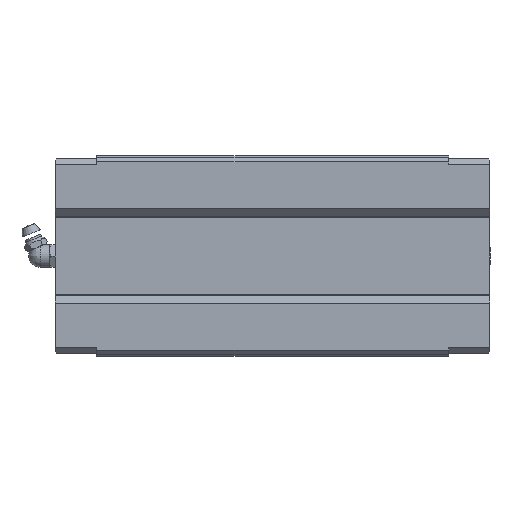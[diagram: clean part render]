
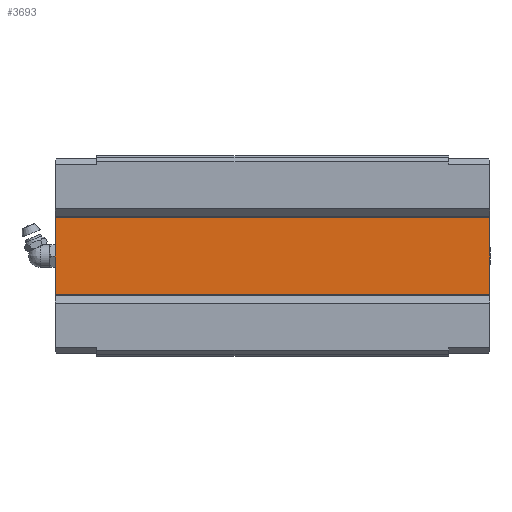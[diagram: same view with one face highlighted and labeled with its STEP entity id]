
A CAD part, front view. The second image highlights one B-rep face of the part: STEP entity #3693.
In plain terms, the highlighted planar face has unit normal (0, -1, 0).
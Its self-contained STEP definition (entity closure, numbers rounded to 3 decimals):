
#109 = DIRECTION ( 'NONE',  ( 1., 0., 0. ) ) ;
#168 = LINE ( 'NONE', #1815, #3234 ) ;
#314 = CARTESIAN_POINT ( 'NONE',  ( 76., 18.5, -14.018 ) ) ;
#511 = VERTEX_POINT ( 'NONE', #2422 ) ;
#729 = LINE ( 'NONE', #5223, #2576 ) ;
#857 = VECTOR ( 'NONE', #5253, 1000. ) ;
#958 = CARTESIAN_POINT ( 'NONE',  ( 76., 18.5, -14.018 ) ) ;
#1042 = LINE ( 'NONE', #3616, #857 ) ;
#1238 = VERTEX_POINT ( 'NONE', #2992 ) ;
#1410 = DIRECTION ( 'NONE',  ( 0., 0., -1. ) ) ;
#1628 = PLANE ( 'NONE',  #4512 ) ;
#1757 = CARTESIAN_POINT ( 'NONE',  ( -76., 18.5, 14.018 ) ) ;
#1815 = CARTESIAN_POINT ( 'NONE',  ( -76., 18.5, -14.018 ) ) ;
#2282 = ORIENTED_EDGE ( 'NONE', *, *, #2452, .T. ) ;
#2370 = EDGE_CURVE ( 'NONE', #3307, #1238, #168, .T. ) ;
#2422 = CARTESIAN_POINT ( 'NONE',  ( 76., 18.5, 14.018 ) ) ;
#2452 = EDGE_CURVE ( 'NONE', #511, #3307, #1042, .T. ) ;
#2504 = LINE ( 'NONE', #958, #3814 ) ;
#2576 = VECTOR ( 'NONE', #4799, 1000. ) ;
#2580 = EDGE_CURVE ( 'NONE', #3099, #511, #729, .T. ) ;
#2658 = CARTESIAN_POINT ( 'NONE',  ( 76., 18.5, -14.018 ) ) ;
#2763 = DIRECTION ( 'NONE',  ( 0., -1., 0. ) ) ;
#2992 = CARTESIAN_POINT ( 'NONE',  ( -76., 18.5, -14.018 ) ) ;
#3099 = VERTEX_POINT ( 'NONE', #2658 ) ;
#3234 = VECTOR ( 'NONE', #1410, 1000. ) ;
#3305 = EDGE_CURVE ( 'NONE', #1238, #3099, #2504, .T. ) ;
#3307 = VERTEX_POINT ( 'NONE', #1757 ) ;
#3546 = ORIENTED_EDGE ( 'NONE', *, *, #3305, .T. ) ;
#3550 = DIRECTION ( 'NONE',  ( 0., 0., -1. ) ) ;
#3556 = ORIENTED_EDGE ( 'NONE', *, *, #2370, .T. ) ;
#3598 = FACE_OUTER_BOUND ( 'NONE', #4484, .T. ) ;
#3616 = CARTESIAN_POINT ( 'NONE',  ( 76., 18.5, 14.018 ) ) ;
#3693 = ADVANCED_FACE ( 'NONE', ( #3598 ), #1628, .T. ) ;
#3814 = VECTOR ( 'NONE', #109, 1000. ) ;
#4169 = ORIENTED_EDGE ( 'NONE', *, *, #2580, .T. ) ;
#4484 = EDGE_LOOP ( 'NONE', ( #4169, #2282, #3556, #3546 ) ) ;
#4512 = AXIS2_PLACEMENT_3D ( 'NONE', #314, #2763, #3550 ) ;
#4799 = DIRECTION ( 'NONE',  ( 0., 0., 1. ) ) ;
#5223 = CARTESIAN_POINT ( 'NONE',  ( 76., 18.5, -14.018 ) ) ;
#5253 = DIRECTION ( 'NONE',  ( -1., 0., 0. ) ) ;
